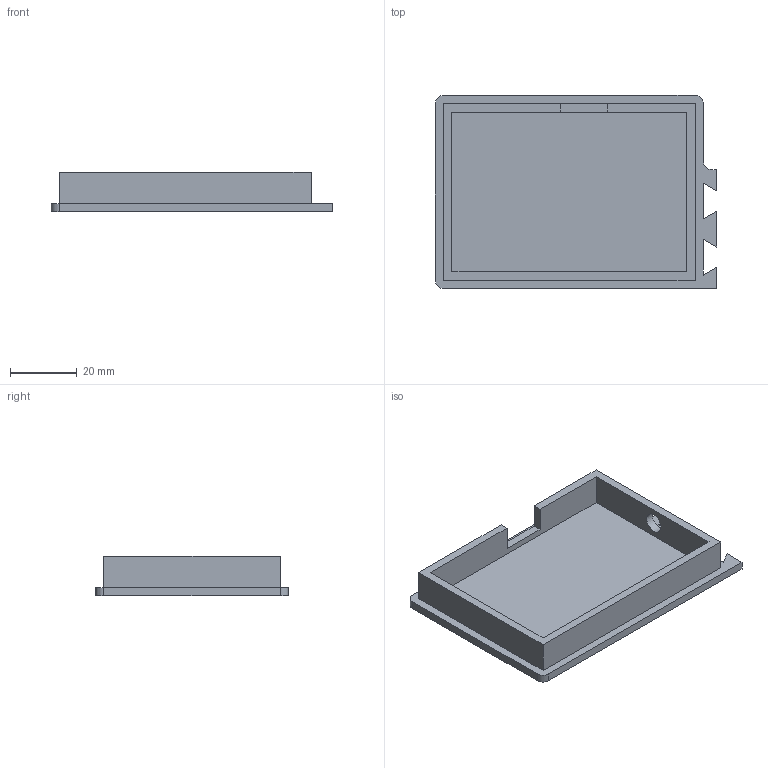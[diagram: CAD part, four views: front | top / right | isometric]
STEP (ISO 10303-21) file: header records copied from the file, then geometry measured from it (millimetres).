
FILE_DESCRIPTION(('FreeCAD Model'),'2;1');
FILE_NAME('Open CASCADE Shape Model','2025-02-17T11:37:59',(''),(''), 'Open CASCADE STEP processor 7.7','FreeCAD','Unknown');
FILE_SCHEMA(('AUTOMOTIVE_DESIGN { 1 0 10303 214 1 1 1 1 }'));
Length unit declared in the file: millimetre
Products named in the file (1): Body
Bounding box: 84.5 x 58 x 12 mm (x, y, z)
Volume: 17385.7 mm3; surface area: 14764.2 mm2
Topology: 1 solids, 1 shells, 34 faces, 93 edges, 62 vertices
Faces by surface type: plane 29, cylinder 5
Full cylindrical faces by diameter (mm): 6 x1
Entity records: 1093 total; most frequent: CARTESIAN_POINT 190, ORIENTED_EDGE 186, DIRECTION 173, EDGE_CURVE 93, LINE 83, VECTOR 83, VERTEX_POINT 62, AXIS2_PLACEMENT_3D 45
